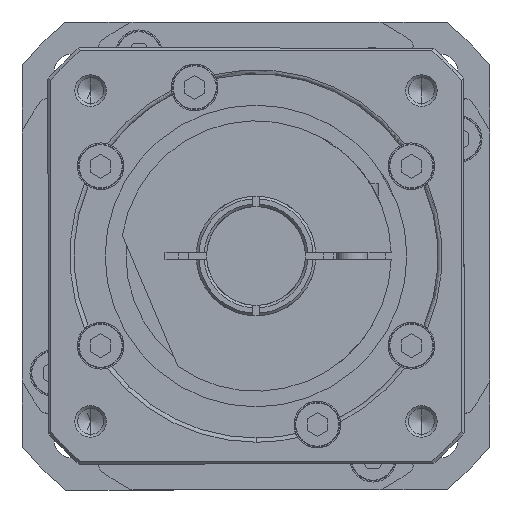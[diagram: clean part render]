
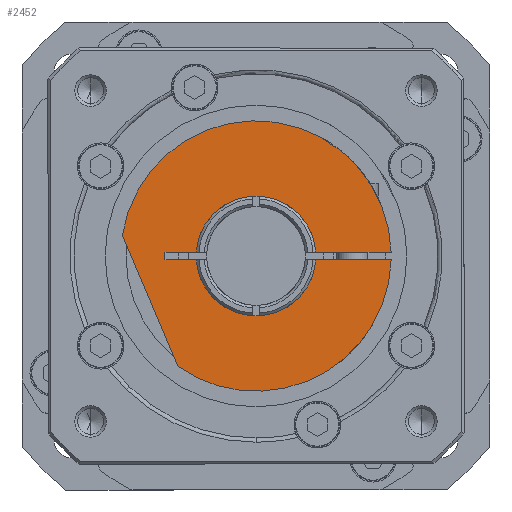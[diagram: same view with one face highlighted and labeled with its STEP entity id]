
A CAD part, left-side view. The second image highlights one B-rep face of the part: STEP entity #2452.
In plain terms, the highlighted planar face has unit normal (-1, 0, 0).
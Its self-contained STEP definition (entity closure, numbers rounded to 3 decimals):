
#86 = DIRECTION ( 'NONE',  ( 0., 1., 0. ) ) ;
#137 = CIRCLE ( 'NONE', #6390, 11.5 ) ;
#502 = DIRECTION ( 'NONE',  ( 0., 1., 0. ) ) ;
#850 = CIRCLE ( 'NONE', #13846, 11.5 ) ;
#901 = EDGE_CURVE ( 'NONE', #16736, #1211, #8616, .T. ) ;
#1175 = DIRECTION ( 'NONE',  ( 0., -1., 0. ) ) ;
#1211 = VERTEX_POINT ( 'NONE', #14371 ) ;
#1502 = DIRECTION ( 'NONE',  ( 0., 1., 0. ) ) ;
#1771 = CARTESIAN_POINT ( 'NONE',  ( -42., 0., 0. ) ) ;
#1902 = EDGE_CURVE ( 'NONE', #15557, #7757, #12466, .T. ) ;
#1999 = DIRECTION ( 'NONE',  ( -1., 0., 0. ) ) ;
#2191 = VECTOR ( 'NONE', #9660, 1000. ) ;
#2330 = EDGE_CURVE ( 'NONE', #7757, #6997, #3872, .T. ) ;
#2452 = ADVANCED_FACE ( 'NONE', ( #17392 ), #7040, .F. ) ;
#2683 = CARTESIAN_POINT ( 'NONE',  ( -42., 0., 0. ) ) ;
#3761 = EDGE_CURVE ( 'NONE', #3915, #4537, #13700, .T. ) ;
#3872 = LINE ( 'NONE', #14996, #7915 ) ;
#3915 = VERTEX_POINT ( 'NONE', #16602 ) ;
#4196 = VECTOR ( 'NONE', #4420, 1000. ) ;
#4334 = CARTESIAN_POINT ( 'NONE',  ( -42., 11.476, -0.75 ) ) ;
#4340 = CARTESIAN_POINT ( 'NONE',  ( -42., 0., 0. ) ) ;
#4377 = VERTEX_POINT ( 'NONE', #17572 ) ;
#4420 = DIRECTION ( 'NONE',  ( 0., 1., 0. ) ) ;
#4518 = CARTESIAN_POINT ( 'NONE',  ( -42., -11.476, 0.75 ) ) ;
#4537 = VERTEX_POINT ( 'NONE', #8475 ) ;
#4680 = ORIENTED_EDGE ( 'NONE', *, *, #16926, .F. ) ;
#4685 = AXIS2_PLACEMENT_3D ( 'NONE', #1771, #14147, #15640 ) ;
#5233 = CARTESIAN_POINT ( 'NONE',  ( -42., 17.5, 0.75 ) ) ;
#5247 = ORIENTED_EDGE ( 'NONE', *, *, #11361, .F. ) ;
#5686 = AXIS2_PLACEMENT_3D ( 'NONE', #2683, #10964, #12348 ) ;
#5870 = DIRECTION ( 'NONE',  ( 1., 0., 0. ) ) ;
#5922 = CARTESIAN_POINT ( 'NONE',  ( -42., 25.695, 3.972 ) ) ;
#5931 = VECTOR ( 'NONE', #7364, 1000. ) ;
#6014 = CARTESIAN_POINT ( 'NONE',  ( -42., 25.695, 3.972 ) ) ;
#6263 = ORIENTED_EDGE ( 'NONE', *, *, #14301, .F. ) ;
#6390 = AXIS2_PLACEMENT_3D ( 'NONE', #4340, #8387, #8327 ) ;
#6458 = VECTOR ( 'NONE', #7169, 1000. ) ;
#6997 = VERTEX_POINT ( 'NONE', #4518 ) ;
#7040 = PLANE ( 'NONE',  #4685 ) ;
#7108 = CARTESIAN_POINT ( 'NONE',  ( -42., 11.476, 0.75 ) ) ;
#7169 = DIRECTION ( 'NONE',  ( 0., -1., 0. ) ) ;
#7364 = DIRECTION ( 'NONE',  ( 0., 0.391, 0.921 ) ) ;
#7464 = ORIENTED_EDGE ( 'NONE', *, *, #11495, .F. ) ;
#7757 = VERTEX_POINT ( 'NONE', #11491 ) ;
#7915 = VECTOR ( 'NONE', #86, 1000. ) ;
#8326 = ORIENTED_EDGE ( 'NONE', *, *, #901, .F. ) ;
#8327 = DIRECTION ( 'NONE',  ( 0., 1., 0. ) ) ;
#8387 = DIRECTION ( 'NONE',  ( -1., 0., 0. ) ) ;
#8475 = CARTESIAN_POINT ( 'NONE',  ( -42., -25.989, -0.75 ) ) ;
#8616 = LINE ( 'NONE', #5233, #2191 ) ;
#9241 = LINE ( 'NONE', #12917, #6458 ) ;
#9660 = DIRECTION ( 'NONE',  ( 0., 0., -1. ) ) ;
#10028 = VECTOR ( 'NONE', #1175, 1000. ) ;
#10141 = CARTESIAN_POINT ( 'NONE',  ( -42., 0., 0. ) ) ;
#10603 = ORIENTED_EDGE ( 'NONE', *, *, #3761, .F. ) ;
#10620 = VERTEX_POINT ( 'NONE', #15934 ) ;
#10804 = EDGE_CURVE ( 'NONE', #6997, #4377, #137, .T. ) ;
#10964 = DIRECTION ( 'NONE',  ( 1., 0., 0. ) ) ;
#11361 = EDGE_CURVE ( 'NONE', #4537, #10620, #17315, .T. ) ;
#11491 = CARTESIAN_POINT ( 'NONE',  ( -42., -25.989, 0.75 ) ) ;
#11495 = EDGE_CURVE ( 'NONE', #4377, #16736, #14534, .T. ) ;
#11969 = EDGE_LOOP ( 'NONE', ( #15835, #14354, #16047, #4680, #5247, #10603, #14022, #6263, #8326, #7464 ) ) ;
#12348 = DIRECTION ( 'NONE',  ( 0., 1., 0. ) ) ;
#12466 = CIRCLE ( 'NONE', #12492, 26. ) ;
#12492 = AXIS2_PLACEMENT_3D ( 'NONE', #13932, #5870, #1502 ) ;
#12917 = CARTESIAN_POINT ( 'NONE',  ( -42., 11.476, -0.75 ) ) ;
#13700 = LINE ( 'NONE', #17799, #10028 ) ;
#13846 = AXIS2_PLACEMENT_3D ( 'NONE', #10141, #1999, #502 ) ;
#13932 = CARTESIAN_POINT ( 'NONE',  ( -42., 0., 0. ) ) ;
#14022 = ORIENTED_EDGE ( 'NONE', *, *, #15484, .F. ) ;
#14147 = DIRECTION ( 'NONE',  ( 1., 0., 0. ) ) ;
#14301 = EDGE_CURVE ( 'NONE', #1211, #16096, #9241, .T. ) ;
#14354 = ORIENTED_EDGE ( 'NONE', *, *, #2330, .F. ) ;
#14371 = CARTESIAN_POINT ( 'NONE',  ( -42., 17.5, -0.75 ) ) ;
#14534 = LINE ( 'NONE', #7108, #4196 ) ;
#14996 = CARTESIAN_POINT ( 'NONE',  ( -42., -25.989, 0.75 ) ) ;
#15484 = EDGE_CURVE ( 'NONE', #16096, #3915, #850, .T. ) ;
#15557 = VERTEX_POINT ( 'NONE', #6014 ) ;
#15640 = DIRECTION ( 'NONE',  ( 0., 1., 0. ) ) ;
#15835 = ORIENTED_EDGE ( 'NONE', *, *, #10804, .F. ) ;
#15934 = CARTESIAN_POINT ( 'NONE',  ( -42., 14.992, -21.243 ) ) ;
#16038 = LINE ( 'NONE', #5922, #5931 ) ;
#16047 = ORIENTED_EDGE ( 'NONE', *, *, #1902, .F. ) ;
#16096 = VERTEX_POINT ( 'NONE', #4334 ) ;
#16267 = CARTESIAN_POINT ( 'NONE',  ( -42., 17.5, 0.75 ) ) ;
#16602 = CARTESIAN_POINT ( 'NONE',  ( -42., -11.476, -0.75 ) ) ;
#16736 = VERTEX_POINT ( 'NONE', #16267 ) ;
#16926 = EDGE_CURVE ( 'NONE', #10620, #15557, #16038, .T. ) ;
#17315 = CIRCLE ( 'NONE', #5686, 26. ) ;
#17392 = FACE_OUTER_BOUND ( 'NONE', #11969, .T. ) ;
#17572 = CARTESIAN_POINT ( 'NONE',  ( -42., 11.476, 0.75 ) ) ;
#17799 = CARTESIAN_POINT ( 'NONE',  ( -42., -25.989, -0.75 ) ) ;
